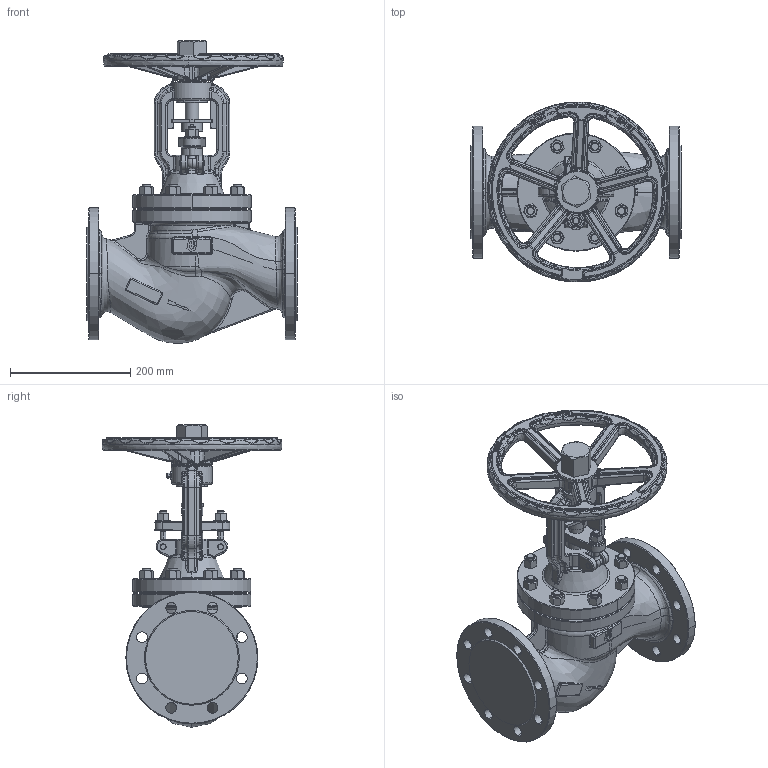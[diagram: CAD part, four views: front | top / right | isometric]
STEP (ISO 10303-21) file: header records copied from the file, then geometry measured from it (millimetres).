
FILE_DESCRIPTION(('HOOPS Exchange Step'),'2;1');
FILE_NAME('AV05_AV06_PN16_DN100.stp','2025-08-04T16:00:50+02:00',('nieru'),('Unknown organisation'),'HOOPS Exchange 2024.2','HOOPS Exchange','Unknown authorisation');
FILE_SCHEMA( ('AP203_CONFIGURATION_CONTROLLED_3D_DESIGN_OF_MECHANICAL_PARTS_AND_ASSEMBLIES_MIM_LF') );
Length unit declared in the file: millimetre
Products named in the file (2): 0; root
Assembly tree (1 placements, depth 2):
  root
    0
Bounding box: 350 x 299.75 x 504.22 mm (x, y, z)
Volume: 9140853.4 mm3; surface area: 685285 mm2
Topology: 1 solids, 3 shells, 2817 faces, 6786 edges, 3949 vertices
Faces by surface type: bspline 896, cylinder 632, plane 525, torus 373, cone 291, sphere 100
Entity records: 197227 total; most frequent: CARTESIAN_POINT 141604, ORIENTED_EDGE 13396, DIRECTION 9066, EDGE_CURVE 6698, VERTEX_POINT 3949, AXIS2_PLACEMENT_3D 3834, B_SPLINE_CURVE_WITH_KNOTS 3208, EDGE_LOOP 2963
